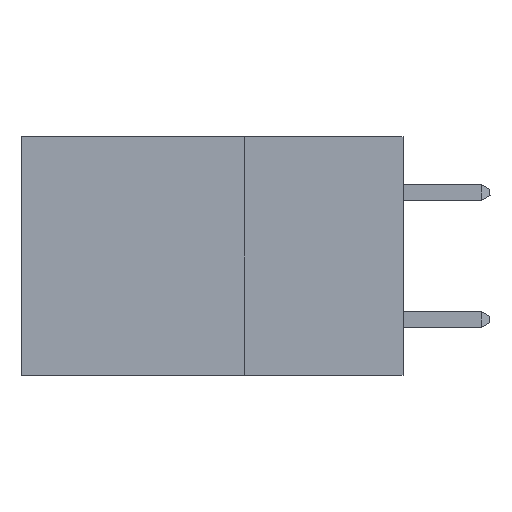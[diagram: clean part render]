
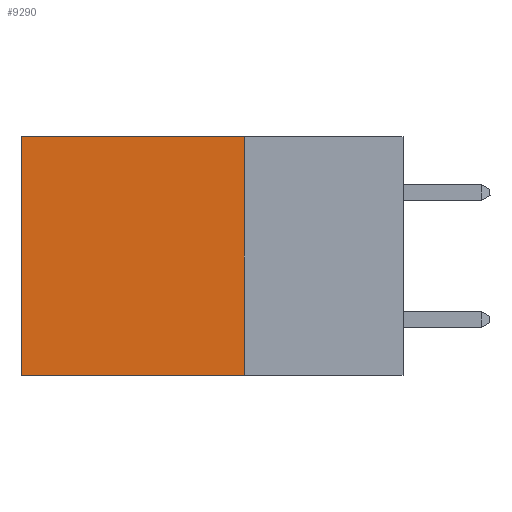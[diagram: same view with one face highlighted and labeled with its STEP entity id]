
A CAD part, left-side view. The second image highlights one B-rep face of the part: STEP entity #9290.
In plain terms, the highlighted planar face has unit normal (-1, 0, 0).
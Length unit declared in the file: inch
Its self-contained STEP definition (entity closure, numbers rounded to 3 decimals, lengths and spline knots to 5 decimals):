
#831 = VECTOR ( 'NONE', #3366, 39.37008 ) ;
#1184 = CARTESIAN_POINT ( 'NONE',  ( 0.2875, 0.25, -0.375 ) ) ;
#1935 = VECTOR ( 'NONE', #3849, 39.37008 ) ;
#1973 = EDGE_CURVE ( 'NONE', #9486, #9210, #4052, .T. ) ;
#2117 = ORIENTED_EDGE ( 'NONE', *, *, #9575, .T. ) ;
#2181 = EDGE_CURVE ( 'NONE', #3996, #9486, #4631, .T. ) ;
#2554 = DIRECTION ( 'NONE',  ( 0., 0., -1. ) ) ;
#3366 = DIRECTION ( 'NONE',  ( 0., 1., 0. ) ) ;
#3537 = VERTEX_POINT ( 'NONE', #5946 ) ;
#3849 = DIRECTION ( 'NONE',  ( 0., 0., -1. ) ) ;
#3912 = CARTESIAN_POINT ( 'NONE',  ( 0.2875, 0.25, -0.375 ) ) ;
#3996 = VERTEX_POINT ( 'NONE', #4434 ) ;
#4036 = CARTESIAN_POINT ( 'NONE',  ( 0.2875, 0.6, -0.375 ) ) ;
#4052 = LINE ( 'NONE', #7348, #9689 ) ;
#4434 = CARTESIAN_POINT ( 'NONE',  ( 0.2875, 0.25, 0. ) ) ;
#4631 = LINE ( 'NONE', #3912, #1935 ) ;
#4647 = DIRECTION ( 'NONE',  ( 0., 0., -1. ) ) ;
#5516 = EDGE_LOOP ( 'NONE', ( #2117, #6237, #8424, #6361 ) ) ;
#5585 = CARTESIAN_POINT ( 'NONE',  ( 0.2875, 0.25, 0. ) ) ;
#5652 = LINE ( 'NONE', #5585, #831 ) ;
#5738 = VECTOR ( 'NONE', #4647, 39.37008 ) ;
#5946 = CARTESIAN_POINT ( 'NONE',  ( 0.2875, 0.6, 0. ) ) ;
#6237 = ORIENTED_EDGE ( 'NONE', *, *, #1973, .F. ) ;
#6361 = ORIENTED_EDGE ( 'NONE', *, *, #7371, .T. ) ;
#6573 = DIRECTION ( 'NONE',  ( 0., 1., 0. ) ) ;
#7054 = PLANE ( 'NONE',  #9076 ) ;
#7348 = CARTESIAN_POINT ( 'NONE',  ( 0.2875, 0.25, -0.375 ) ) ;
#7371 = EDGE_CURVE ( 'NONE', #3996, #3537, #5652, .T. ) ;
#7716 = LINE ( 'NONE', #8239, #5738 ) ;
#7945 = FACE_OUTER_BOUND ( 'NONE', #5516, .T. ) ;
#8239 = CARTESIAN_POINT ( 'NONE',  ( 0.2875, 0.6, -0.375 ) ) ;
#8424 = ORIENTED_EDGE ( 'NONE', *, *, #2181, .F. ) ;
#8512 = DIRECTION ( 'NONE',  ( 1., 0., 0. ) ) ;
#8869 = CARTESIAN_POINT ( 'NONE',  ( 0.2875, 0.25, -0.375 ) ) ;
#9076 = AXIS2_PLACEMENT_3D ( 'NONE', #1184, #8512, #2554 ) ;
#9210 = VERTEX_POINT ( 'NONE', #4036 ) ;
#9290 = ADVANCED_FACE ( 'NONE', ( #7945 ), #7054, .F. ) ;
#9486 = VERTEX_POINT ( 'NONE', #8869 ) ;
#9575 = EDGE_CURVE ( 'NONE', #3537, #9210, #7716, .T. ) ;
#9689 = VECTOR ( 'NONE', #6573, 39.37008 ) ;
